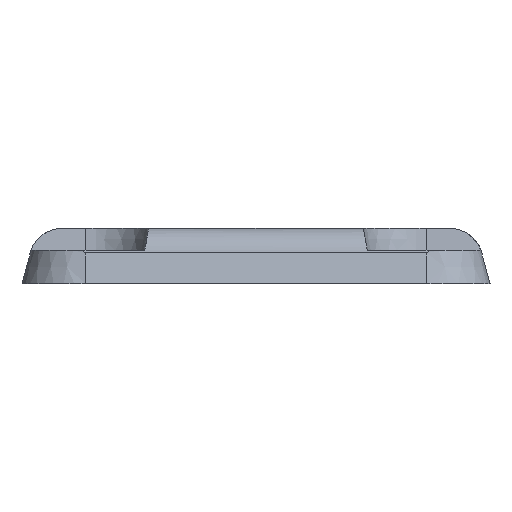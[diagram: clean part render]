
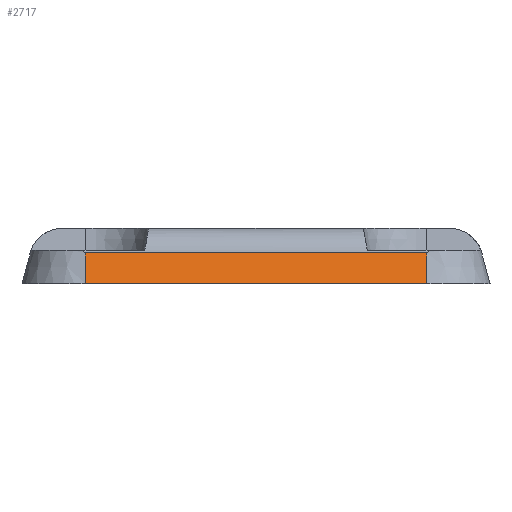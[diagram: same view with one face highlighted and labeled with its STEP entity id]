
A CAD part, left-side view. The second image highlights one B-rep face of the part: STEP entity #2717.
In plain terms, the highlighted planar face has unit normal (-0.966, 0, 0.259).
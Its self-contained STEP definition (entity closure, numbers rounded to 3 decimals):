
#307 = AXIS2_PLACEMENT_3D ( 'NONE', #4053, #654, #3352 ) ;
#456 = VECTOR ( 'NONE', #3639, 1000. ) ;
#654 = DIRECTION ( 'NONE',  ( -0.966, 0., 0.259 ) ) ;
#701 = VERTEX_POINT ( 'NONE', #1204 ) ;
#721 = CARTESIAN_POINT ( 'NONE',  ( -108., 31., 0. ) ) ;
#882 = ORIENTED_EDGE ( 'NONE', *, *, #3946, .T. ) ;
#981 = VECTOR ( 'NONE', #3623, 1000. ) ;
#1095 = VERTEX_POINT ( 'NONE', #1688 ) ;
#1096 = ORIENTED_EDGE ( 'NONE', *, *, #2601, .F. ) ;
#1204 = CARTESIAN_POINT ( 'NONE',  ( -106.512, 31., 5.553 ) ) ;
#1332 = EDGE_CURVE ( 'NONE', #701, #3338, #3250, .T. ) ;
#1474 = CARTESIAN_POINT ( 'NONE',  ( -108., -31., 0. ) ) ;
#1580 = FACE_OUTER_BOUND ( 'NONE', #3554, .T. ) ;
#1588 = LINE ( 'NONE', #2112, #456 ) ;
#1688 = CARTESIAN_POINT ( 'NONE',  ( -106.512, -31., 5.553 ) ) ;
#2112 = CARTESIAN_POINT ( 'NONE',  ( -108., -31., 0. ) ) ;
#2150 = VECTOR ( 'NONE', #3157, 1000. ) ;
#2400 = CARTESIAN_POINT ( 'NONE',  ( -106.512, -31., 5.553 ) ) ;
#2601 = EDGE_CURVE ( 'NONE', #1095, #4270, #1588, .T. ) ;
#2701 = VECTOR ( 'NONE', #4532, 1000. ) ;
#2717 = ADVANCED_FACE ( 'NONE', ( #1580 ), #4471, .T. ) ;
#2916 = CARTESIAN_POINT ( 'NONE',  ( -108., -31., 0. ) ) ;
#3157 = DIRECTION ( 'NONE',  ( 0., 1., 0. ) ) ;
#3250 = LINE ( 'NONE', #721, #2701 ) ;
#3338 = VERTEX_POINT ( 'NONE', #4595 ) ;
#3352 = DIRECTION ( 'NONE',  ( 0.259, 0., 0.966 ) ) ;
#3461 = LINE ( 'NONE', #2400, #2150 ) ;
#3554 = EDGE_LOOP ( 'NONE', ( #1096, #882, #3941, #4079 ) ) ;
#3565 = EDGE_CURVE ( 'NONE', #3338, #4270, #4298, .T. ) ;
#3623 = DIRECTION ( 'NONE',  ( 0., -1., 0. ) ) ;
#3639 = DIRECTION ( 'NONE',  ( -0.259, 0., -0.966 ) ) ;
#3941 = ORIENTED_EDGE ( 'NONE', *, *, #1332, .T. ) ;
#3946 = EDGE_CURVE ( 'NONE', #1095, #701, #3461, .T. ) ;
#4053 = CARTESIAN_POINT ( 'NONE',  ( -108., -31., 0. ) ) ;
#4079 = ORIENTED_EDGE ( 'NONE', *, *, #3565, .T. ) ;
#4270 = VERTEX_POINT ( 'NONE', #1474 ) ;
#4298 = LINE ( 'NONE', #2916, #981 ) ;
#4471 = PLANE ( 'NONE',  #307 ) ;
#4532 = DIRECTION ( 'NONE',  ( -0.259, 0., -0.966 ) ) ;
#4595 = CARTESIAN_POINT ( 'NONE',  ( -108., 31., 0. ) ) ;
